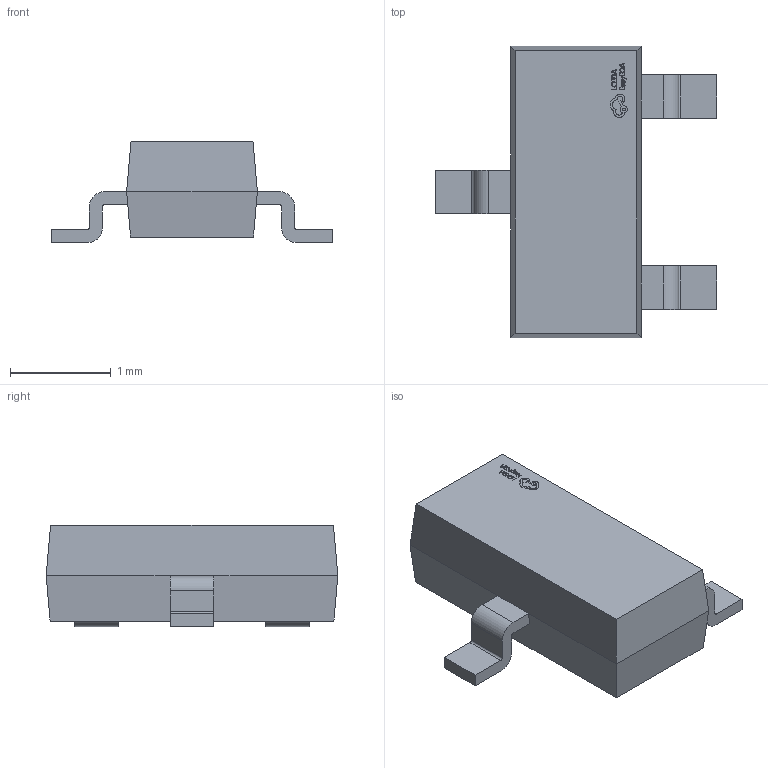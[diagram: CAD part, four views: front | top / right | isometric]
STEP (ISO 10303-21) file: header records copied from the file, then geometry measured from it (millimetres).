
FILE_DESCRIPTION (( 'STEP AP214' ), '1' );
FILE_NAME ('SOT-23-3_L2.9-W1.3-P1.90-LS2.8-BR.step', '2022-07-26T11:02:14', ( '' ), ( '' ), 'SwSTEP 2.0', 'SolidWorks 2020', '' );
FILE_SCHEMA (( 'AUTOMOTIVE_DESIGN' ));
Length unit declared in the file: millimetre
Products named in the file (1): SOT-23-3_L2.9-W1.3-P1.90-LS2.8-BR
Bounding box: 2.8 x 2.9 x 1.01 mm (x, y, z)
Volume: 3.6 mm3; surface area: 18.4 mm2
Topology: 14 solids, 14 shells, 339 faces, 902 edges, 598 vertices
Faces by surface type: plane 215, bspline 112, cylinder 12
Entity records: 14909 total; most frequent: CARTESIAN_POINT 3944, ORIENTED_EDGE 1804, DIRECTION 1154, EDGE_CURVE 902, LINE 650, VECTOR 650, VERTEX_POINT 598, EDGE_LOOP 358
